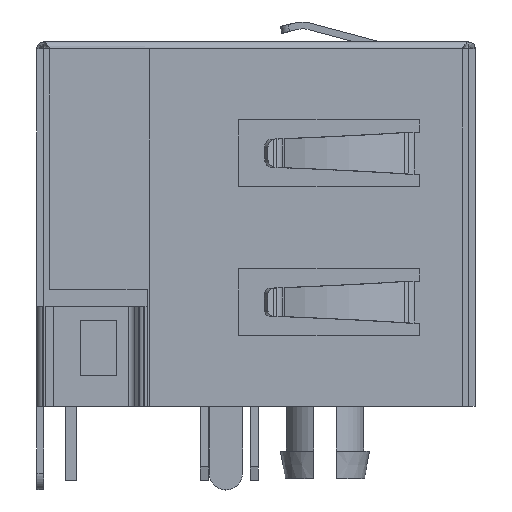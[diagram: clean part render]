
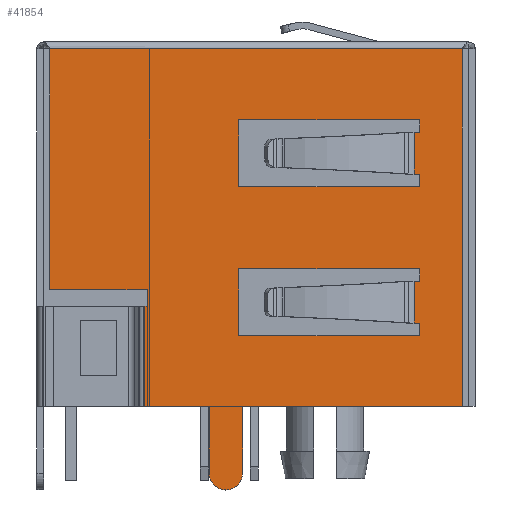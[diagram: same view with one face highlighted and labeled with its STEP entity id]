
A CAD part, left-side view. The second image highlights one B-rep face of the part: STEP entity #41854.
In plain terms, the highlighted planar face has unit normal (-1, 0, 0).
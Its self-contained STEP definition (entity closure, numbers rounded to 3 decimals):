
#275=FACE_BOUND('',#4967,.T.);
#276=FACE_BOUND('',#4968,.T.);
#598=CIRCLE('',#44037,0.6);
#976=PLANE('',#44036);
#2818=FACE_OUTER_BOUND('',#4966,.T.);
#4966=EDGE_LOOP('',(#27792,#27793,#27794,#27795,#27796,#27797,#27798,#27799,
#27800,#27801,#27802,#27803));
#4967=EDGE_LOOP('',(#27804,#27805,#27806,#27807,#27808,#27809,#27810,#27811));
#4968=EDGE_LOOP('',(#27812,#27813,#27814,#27815,#27816,#27817,#27818,#27819));
#7567=LINE('',#56965,#12802);
#7569=LINE('',#56970,#12804);
#7573=LINE('',#56979,#12808);
#7574=LINE('',#56983,#12809);
#7575=LINE('',#56985,#12810);
#7576=LINE('',#56987,#12811);
#7577=LINE('',#56989,#12812);
#7578=LINE('',#56991,#12813);
#7579=LINE('',#56993,#12814);
#7580=LINE('',#56995,#12815);
#7581=LINE('',#56997,#12816);
#7582=LINE('',#56999,#12817);
#7583=LINE('',#57000,#12818);
#7584=LINE('',#57003,#12819);
#7585=LINE('',#57005,#12820);
#7586=LINE('',#57006,#12821);
#7587=LINE('',#57008,#12822);
#7588=LINE('',#57010,#12823);
#7589=LINE('',#57012,#12824);
#7590=LINE('',#57013,#12825);
#7591=LINE('',#57015,#12826);
#7592=LINE('',#57017,#12827);
#7593=LINE('',#57019,#12828);
#7594=LINE('',#57021,#12829);
#7595=LINE('',#57023,#12830);
#7596=LINE('',#57025,#12831);
#7597=LINE('',#57026,#12832);
#12802=VECTOR('',#46629,1.);
#12804=VECTOR('',#46633,1.);
#12808=VECTOR('',#46639,1.);
#12809=VECTOR('',#46642,1.);
#12810=VECTOR('',#46643,1.);
#12811=VECTOR('',#46644,1.);
#12812=VECTOR('',#46645,1.);
#12813=VECTOR('',#46646,1.);
#12814=VECTOR('',#46647,1.);
#12815=VECTOR('',#46648,1.);
#12816=VECTOR('',#46649,1.);
#12817=VECTOR('',#46650,1.);
#12818=VECTOR('',#46651,1.);
#12819=VECTOR('',#46652,1.);
#12820=VECTOR('',#46653,1.);
#12821=VECTOR('',#46654,1.);
#12822=VECTOR('',#46655,1.);
#12823=VECTOR('',#46656,1.);
#12824=VECTOR('',#46657,1.);
#12825=VECTOR('',#46658,1.);
#12826=VECTOR('',#46659,1.);
#12827=VECTOR('',#46660,1.);
#12828=VECTOR('',#46661,1.);
#12829=VECTOR('',#46662,1.);
#12830=VECTOR('',#46663,1.);
#12831=VECTOR('',#46664,1.);
#12832=VECTOR('',#46665,1.);
#18053=VERTEX_POINT('',#56962);
#18054=VERTEX_POINT('',#56964);
#18055=VERTEX_POINT('',#56968);
#18056=VERTEX_POINT('',#56969);
#18059=VERTEX_POINT('',#56977);
#18060=VERTEX_POINT('',#56978);
#18061=VERTEX_POINT('',#56980);
#18062=VERTEX_POINT('',#56982);
#18063=VERTEX_POINT('',#56984);
#18064=VERTEX_POINT('',#56986);
#18065=VERTEX_POINT('',#56988);
#18066=VERTEX_POINT('',#56990);
#18067=VERTEX_POINT('',#56992);
#18068=VERTEX_POINT('',#56994);
#18069=VERTEX_POINT('',#56996);
#18070=VERTEX_POINT('',#56998);
#18071=VERTEX_POINT('',#57001);
#18072=VERTEX_POINT('',#57002);
#18073=VERTEX_POINT('',#57004);
#18074=VERTEX_POINT('',#57007);
#18075=VERTEX_POINT('',#57009);
#18076=VERTEX_POINT('',#57011);
#18077=VERTEX_POINT('',#57014);
#18078=VERTEX_POINT('',#57016);
#18079=VERTEX_POINT('',#57018);
#18080=VERTEX_POINT('',#57020);
#18081=VERTEX_POINT('',#57022);
#18082=VERTEX_POINT('',#57024);
#21915=EDGE_CURVE('',#18054,#18053,#7567,.T.);
#21917=EDGE_CURVE('',#18055,#18056,#7569,.T.);
#21921=EDGE_CURVE('',#18059,#18060,#7573,.T.);
#21922=EDGE_CURVE('',#18060,#18061,#598,.T.);
#21923=EDGE_CURVE('',#18061,#18062,#7574,.T.);
#21924=EDGE_CURVE('',#18062,#18063,#7575,.T.);
#21925=EDGE_CURVE('',#18064,#18063,#7576,.T.);
#21926=EDGE_CURVE('',#18065,#18064,#7577,.T.);
#21927=EDGE_CURVE('',#18065,#18066,#7578,.T.);
#21928=EDGE_CURVE('',#18066,#18067,#7579,.T.);
#21929=EDGE_CURVE('',#18067,#18068,#7580,.T.);
#21930=EDGE_CURVE('',#18068,#18069,#7581,.T.);
#21931=EDGE_CURVE('',#18069,#18070,#7582,.T.);
#21932=EDGE_CURVE('',#18070,#18059,#7583,.T.);
#21933=EDGE_CURVE('',#18071,#18072,#7584,.T.);
#21934=EDGE_CURVE('',#18072,#18073,#7585,.T.);
#21935=EDGE_CURVE('',#18073,#18054,#7586,.T.);
#21936=EDGE_CURVE('',#18053,#18074,#7587,.T.);
#21937=EDGE_CURVE('',#18075,#18074,#7588,.T.);
#21938=EDGE_CURVE('',#18076,#18075,#7589,.T.);
#21939=EDGE_CURVE('',#18076,#18071,#7590,.T.);
#21940=EDGE_CURVE('',#18056,#18077,#7591,.T.);
#21941=EDGE_CURVE('',#18077,#18078,#7592,.T.);
#21942=EDGE_CURVE('',#18078,#18079,#7593,.T.);
#21943=EDGE_CURVE('',#18079,#18080,#7594,.T.);
#21944=EDGE_CURVE('',#18080,#18081,#7595,.T.);
#21945=EDGE_CURVE('',#18081,#18082,#7596,.T.);
#21946=EDGE_CURVE('',#18055,#18082,#7597,.T.);
#27792=ORIENTED_EDGE('',*,*,#21921,.T.);
#27793=ORIENTED_EDGE('',*,*,#21922,.T.);
#27794=ORIENTED_EDGE('',*,*,#21923,.T.);
#27795=ORIENTED_EDGE('',*,*,#21924,.T.);
#27796=ORIENTED_EDGE('',*,*,#21925,.F.);
#27797=ORIENTED_EDGE('',*,*,#21926,.F.);
#27798=ORIENTED_EDGE('',*,*,#21927,.T.);
#27799=ORIENTED_EDGE('',*,*,#21928,.T.);
#27800=ORIENTED_EDGE('',*,*,#21929,.T.);
#27801=ORIENTED_EDGE('',*,*,#21930,.T.);
#27802=ORIENTED_EDGE('',*,*,#21931,.T.);
#27803=ORIENTED_EDGE('',*,*,#21932,.T.);
#27804=ORIENTED_EDGE('',*,*,#21933,.T.);
#27805=ORIENTED_EDGE('',*,*,#21934,.T.);
#27806=ORIENTED_EDGE('',*,*,#21935,.T.);
#27807=ORIENTED_EDGE('',*,*,#21915,.T.);
#27808=ORIENTED_EDGE('',*,*,#21936,.T.);
#27809=ORIENTED_EDGE('',*,*,#21937,.F.);
#27810=ORIENTED_EDGE('',*,*,#21938,.F.);
#27811=ORIENTED_EDGE('',*,*,#21939,.T.);
#27812=ORIENTED_EDGE('',*,*,#21940,.T.);
#27813=ORIENTED_EDGE('',*,*,#21941,.T.);
#27814=ORIENTED_EDGE('',*,*,#21942,.T.);
#27815=ORIENTED_EDGE('',*,*,#21943,.T.);
#27816=ORIENTED_EDGE('',*,*,#21944,.T.);
#27817=ORIENTED_EDGE('',*,*,#21945,.T.);
#27818=ORIENTED_EDGE('',*,*,#21946,.F.);
#27819=ORIENTED_EDGE('',*,*,#21917,.T.);
#41854=ADVANCED_FACE('',(#2818,#275,#276),#976,.F.);
#44036=AXIS2_PLACEMENT_3D('',#56976,#46637,#46638);
#44037=AXIS2_PLACEMENT_3D('',#56981,#46640,#46641);
#46629=DIRECTION('',(0.,0.,-1.));
#46633=DIRECTION('',(0.,0.,-1.));
#46637=DIRECTION('center_axis',(1.,0.,0.));
#46638=DIRECTION('ref_axis',(0.,0.,-1.));
#46639=DIRECTION('',(0.,0.,-1.));
#46640=DIRECTION('center_axis',(-1.,0.,0.));
#46641=DIRECTION('ref_axis',(0.,0.,-1.));
#46642=DIRECTION('',(0.,0.,1.));
#46643=DIRECTION('',(0.,-1.,0.));
#46644=DIRECTION('',(0.,0.,-1.));
#46645=DIRECTION('',(0.,-1.,0.));
#46646=DIRECTION('',(0.,0.,-1.));
#46647=DIRECTION('',(0.,-1.,0.));
#46648=DIRECTION('',(0.,0.,-1.));
#46649=DIRECTION('',(0.,1.,0.));
#46650=DIRECTION('',(0.,0.,-1.));
#46651=DIRECTION('',(0.,-1.,0.));
#46652=DIRECTION('',(0.,1.,0.));
#46653=DIRECTION('',(0.,0.,1.));
#46654=DIRECTION('',(0.,-1.,0.));
#46655=DIRECTION('',(0.,1.,0.));
#46656=DIRECTION('',(0.,0.,1.));
#46657=DIRECTION('',(0.,1.,0.));
#46658=DIRECTION('',(0.,0.,-1.));
#46659=DIRECTION('',(0.,1.,0.));
#46660=DIRECTION('',(0.,0.,1.));
#46661=DIRECTION('',(0.,-1.,0.));
#46662=DIRECTION('',(0.,0.,-1.));
#46663=DIRECTION('',(0.,1.,0.));
#46664=DIRECTION('',(0.,0.,-1.));
#46665=DIRECTION('',(0.,1.,0.));
#56962=CARTESIAN_POINT('',(-63.5,-5.875,12.85));
#56964=CARTESIAN_POINT('',(-63.5,-5.875,13.3));
#56965=CARTESIAN_POINT('',(-63.5,-5.875,13.3));
#56968=CARTESIAN_POINT('',(-63.5,-5.875,5.999));
#56969=CARTESIAN_POINT('',(-63.5,-5.875,5.549));
#56970=CARTESIAN_POINT('',(-63.5,-5.875,5.549));
#56976=CARTESIAN_POINT('Origin',(-63.5,0.,16.1));
#56977=CARTESIAN_POINT('',(-63.5,1.685,3.));
#56978=CARTESIAN_POINT('',(-63.5,1.685,0.6));
#56979=CARTESIAN_POINT('',(-63.5,1.685,0.));
#56980=CARTESIAN_POINT('',(-63.5,0.485,0.6));
#56981=CARTESIAN_POINT('Origin',(-63.5,1.085,0.6));
#56982=CARTESIAN_POINT('',(-63.5,0.485,3.));
#56983=CARTESIAN_POINT('',(-63.5,0.485,0.));
#56984=CARTESIAN_POINT('',(-63.5,-7.413,3.));
#56985=CARTESIAN_POINT('',(-63.5,0.,3.));
#56986=CARTESIAN_POINT('',(-63.5,-7.413,15.849));
#56987=CARTESIAN_POINT('',(-63.5,-7.413,15.85));
#56988=CARTESIAN_POINT('',(-63.5,7.413,15.849));
#56989=CARTESIAN_POINT('',(-63.5,-7.875,15.849));
#56990=CARTESIAN_POINT('',(-63.5,7.413,7.2));
#56991=CARTESIAN_POINT('',(-63.5,7.413,16.1));
#56992=CARTESIAN_POINT('',(-63.5,3.913,7.2));
#56993=CARTESIAN_POINT('',(-63.5,3.913,7.2));
#56994=CARTESIAN_POINT('',(-63.5,3.913,6.6));
#56995=CARTESIAN_POINT('',(-63.5,3.913,3.));
#56996=CARTESIAN_POINT('',(-63.5,3.989,6.6));
#56997=CARTESIAN_POINT('',(-63.5,3.913,6.6));
#56998=CARTESIAN_POINT('',(-63.5,3.989,3.));
#56999=CARTESIAN_POINT('',(-63.5,3.989,6.6));
#57000=CARTESIAN_POINT('',(-63.5,0.,3.));
#57001=CARTESIAN_POINT('',(-63.5,-5.875,10.9));
#57002=CARTESIAN_POINT('',(-63.5,0.625,10.9));
#57003=CARTESIAN_POINT('',(-63.5,0.625,10.9));
#57004=CARTESIAN_POINT('',(-63.5,0.625,13.3));
#57005=CARTESIAN_POINT('',(-63.5,0.625,13.3));
#57006=CARTESIAN_POINT('',(-63.5,0.625,13.3));
#57007=CARTESIAN_POINT('',(-63.5,-5.679,12.85));
#57008=CARTESIAN_POINT('',(-63.5,-5.875,12.85));
#57009=CARTESIAN_POINT('',(-63.5,-5.679,11.35));
#57010=CARTESIAN_POINT('',(-63.5,-5.679,11.35));
#57011=CARTESIAN_POINT('',(-63.5,-5.875,11.35));
#57012=CARTESIAN_POINT('',(-63.5,-5.875,11.35));
#57013=CARTESIAN_POINT('',(-63.5,-5.875,13.3));
#57014=CARTESIAN_POINT('',(-63.5,0.625,5.549));
#57015=CARTESIAN_POINT('',(-63.5,0.625,5.549));
#57016=CARTESIAN_POINT('',(-63.5,0.625,7.949));
#57017=CARTESIAN_POINT('',(-63.5,0.625,5.549));
#57018=CARTESIAN_POINT('',(-63.5,-5.875,7.949));
#57019=CARTESIAN_POINT('',(-63.5,0.625,7.949));
#57020=CARTESIAN_POINT('',(-63.5,-5.875,7.499));
#57021=CARTESIAN_POINT('',(-63.5,-5.875,5.549));
#57022=CARTESIAN_POINT('',(-63.5,-5.679,7.499));
#57023=CARTESIAN_POINT('',(-63.5,-5.875,7.499));
#57024=CARTESIAN_POINT('',(-63.5,-5.679,5.999));
#57025=CARTESIAN_POINT('',(-63.5,-5.679,7.499));
#57026=CARTESIAN_POINT('',(-63.5,-5.875,5.999));
